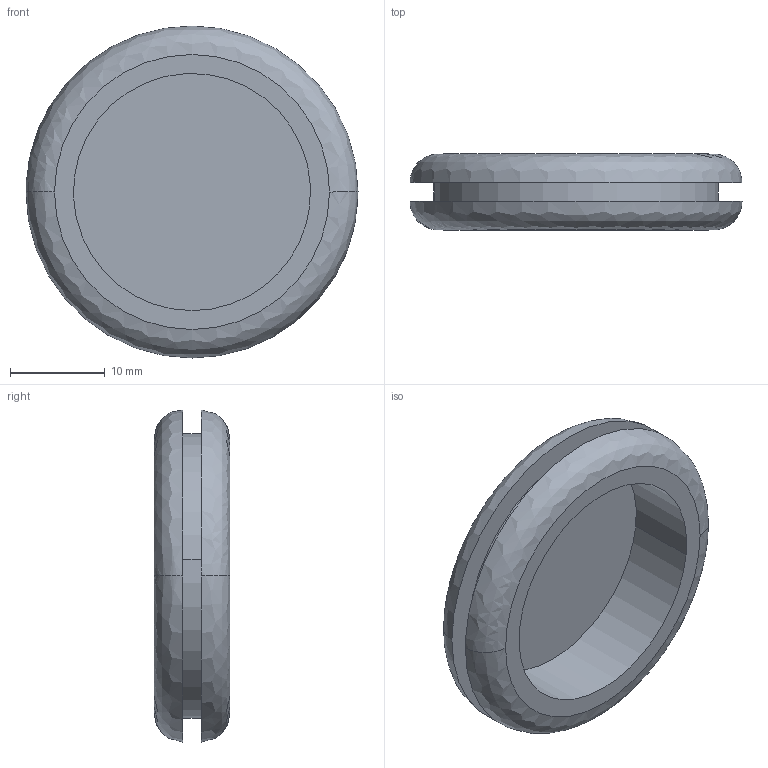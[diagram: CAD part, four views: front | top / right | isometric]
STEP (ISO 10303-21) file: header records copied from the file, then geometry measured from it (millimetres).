
FILE_DESCRIPTION( (''), '2;1');
FILE_NAME ('PC50.12492.TM_MG_9_CRUL_17916.stp','2019-12-19T14:51:25',(''),(''),'spGate 15.6.1','','');
FILE_SCHEMA (('AUTOMOTIVE_DESIGN'));
Length unit declared in the file: millimetre
Bounding box: 35 x 8 x 35 mm (x, y, z)
Volume: 3099.3 mm3; surface area: 3582.2 mm2
Topology: 1 solids, 1 shells, 13 faces, 38 edges, 30 vertices
Faces by surface type: plane 5, cylinder 4, bspline 4
Entity records: 857 total; most frequent: CARTESIAN_POINT 193, DIRECTION 78, ORIENTED_EDGE 76, COLOUR_RGB 52, PRESENTATION_STYLE_ASSIGNMENT 52, STYLED_ITEM 52, AXIS2_PLACEMENT_3D 39, EDGE_CURVE 38
